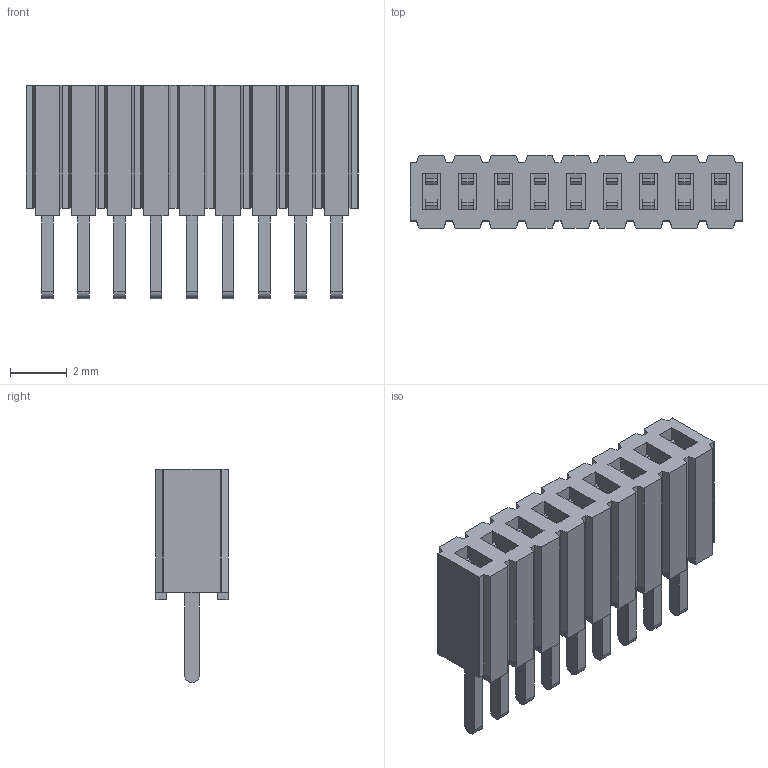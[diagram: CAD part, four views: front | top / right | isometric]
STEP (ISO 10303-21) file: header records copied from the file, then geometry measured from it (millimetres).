
FILE_DESCRIPTION(('FreeCAD Model'),'2;1');
FILE_NAME('Open CASCADE Shape Model','2025-01-06T12:17:53',(''),(''), 'Open CASCADE STEP processor 7.8','FreeCAD','Unknown');
FILE_SCHEMA(('AUTOMOTIVE_DESIGN { 1 0 10303 214 1 1 1 1 }'));
Length unit declared in the file: millimetre
Products named in the file (2): SLM-109-01-S_socket; C-29-01-09-S
Bounding box: 11.66 x 2.54 x 7.49 mm (x, y, z)
Volume: 111 mm3; surface area: 512.9 mm2
Topology: 2 solids, 2 shells, 340 faces, 918 edges, 600 vertices
Faces by surface type: plane 331, cylinder 9
Entity records: 10452 total; most frequent: CARTESIAN_POINT 1859, ORIENTED_EDGE 1836, DIRECTION 1618, EDGE_CURVE 918, LINE 900, VECTOR 900, VERTEX_POINT 600, AXIS2_PLACEMENT_3D 359
